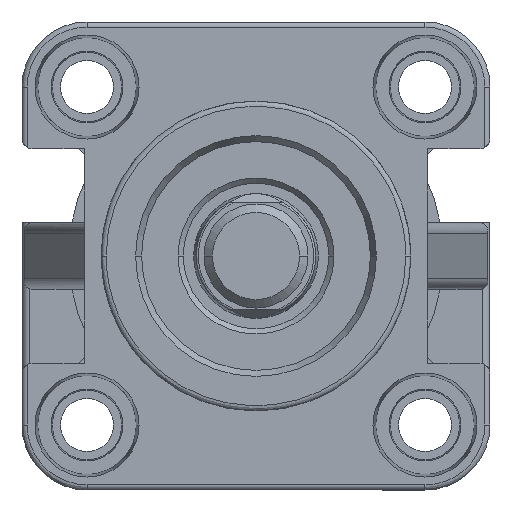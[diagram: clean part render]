
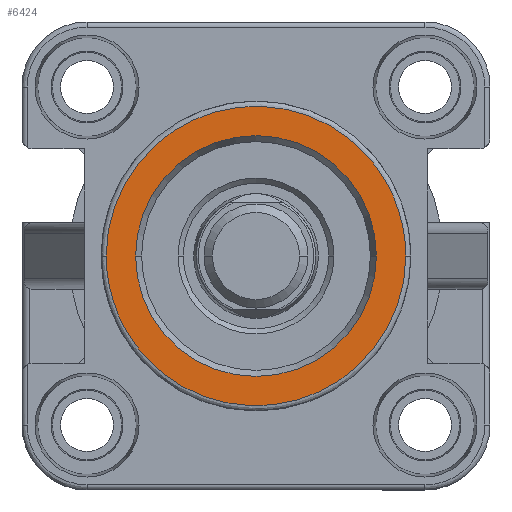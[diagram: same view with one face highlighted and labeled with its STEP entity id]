
A CAD part, left-side view. The second image highlights one B-rep face of the part: STEP entity #6424.
In plain terms, the highlighted planar face has unit normal (-1, 0, 0).
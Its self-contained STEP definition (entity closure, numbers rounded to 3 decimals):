
#330 = EDGE_CURVE ( 'NONE', #15478, #6929, #4620, .T. ) ;
#659 = EDGE_CURVE ( 'NONE', #1161, #17376, #6925, .T. ) ;
#753 = CIRCLE ( 'NONE', #13391, 11.577 ) ;
#1105 = ORIENTED_EDGE ( 'NONE', *, *, #659, .F. ) ;
#1161 = VERTEX_POINT ( 'NONE', #8736 ) ;
#1408 = CARTESIAN_POINT ( 'NONE',  ( 0., 0., -14.4 ) ) ;
#1717 = EDGE_LOOP ( 'NONE', ( #15427, #3855 ) ) ;
#2345 = CARTESIAN_POINT ( 'NONE',  ( 0., 11., 0. ) ) ;
#3240 = ORIENTED_EDGE ( 'NONE', *, *, #14240, .F. ) ;
#3398 = DIRECTION ( 'NONE',  ( 0., 0., 1. ) ) ;
#3695 = DIRECTION ( 'NONE',  ( 0., 0., -1. ) ) ;
#3855 = ORIENTED_EDGE ( 'NONE', *, *, #330, .F. ) ;
#4387 = FACE_BOUND ( 'NONE', #1717, .T. ) ;
#4451 = FACE_OUTER_BOUND ( 'NONE', #15768, .T. ) ;
#4620 = CIRCLE ( 'NONE', #5089, 11.577 ) ;
#5089 = AXIS2_PLACEMENT_3D ( 'NONE', #14262, #15622, #3398 ) ;
#6135 = CARTESIAN_POINT ( 'NONE',  ( 0., 0., -14.4 ) ) ;
#6424 = ADVANCED_FACE ( 'NONE', ( #4387, #4451 ), #15999, .F. ) ;
#6713 = CARTESIAN_POINT ( 'NONE',  ( 0., 28.8, -14.4 ) ) ;
#6752 = CARTESIAN_POINT ( 'NONE',  ( 0., 0., 0. ) ) ;
#6925 =( BOUNDED_CURVE ( )  B_SPLINE_CURVE ( 3, ( #15740, #11568, #15686, #6135 ),
 .UNSPECIFIED., .F., .F. ) 
 B_SPLINE_CURVE_WITH_KNOTS ( ( 4, 4 ),
 ( 0., 1. ),
 .UNSPECIFIED. ) 
 CURVE ( )  GEOMETRIC_REPRESENTATION_ITEM ( )  RATIONAL_B_SPLINE_CURVE ( ( 1., 0.333, 0.333, 1. ) ) 
 REPRESENTATION_ITEM ( '' )  );
#6929 = VERTEX_POINT ( 'NONE', #12556 ) ;
#8736 = CARTESIAN_POINT ( 'NONE',  ( 0., 0., 14.4 ) ) ;
#8940 = EDGE_CURVE ( 'NONE', #6929, #15478, #753, .T. ) ;
#9092 = DIRECTION ( 'NONE',  ( 1., 0., 0. ) ) ;
#11034 = CARTESIAN_POINT ( 'NONE',  ( 0., 0., -11.577 ) ) ;
#11568 = CARTESIAN_POINT ( 'NONE',  ( 0., -28.8, 14.4 ) ) ;
#11807 = AXIS2_PLACEMENT_3D ( 'NONE', #2345, #9092, #3695 ) ;
#12556 = CARTESIAN_POINT ( 'NONE',  ( 0., 0., 11.577 ) ) ;
#13391 = AXIS2_PLACEMENT_3D ( 'NONE', #6752, #14757, #14944 ) ;
#14240 = EDGE_CURVE ( 'NONE', #17376, #1161, #16332, .T. ) ;
#14262 = CARTESIAN_POINT ( 'NONE',  ( 0., 0., 0. ) ) ;
#14757 = DIRECTION ( 'NONE',  ( -1., 0., 0. ) ) ;
#14944 = DIRECTION ( 'NONE',  ( 0., 0., 1. ) ) ;
#15136 = CARTESIAN_POINT ( 'NONE',  ( 0., 0., 14.4 ) ) ;
#15427 = ORIENTED_EDGE ( 'NONE', *, *, #8940, .F. ) ;
#15478 = VERTEX_POINT ( 'NONE', #11034 ) ;
#15622 = DIRECTION ( 'NONE',  ( -1., 0., 0. ) ) ;
#15686 = CARTESIAN_POINT ( 'NONE',  ( 0., -28.8, -14.4 ) ) ;
#15740 = CARTESIAN_POINT ( 'NONE',  ( 0., 0., 14.4 ) ) ;
#15768 = EDGE_LOOP ( 'NONE', ( #3240, #1105 ) ) ;
#15999 = PLANE ( 'NONE',  #11807 ) ;
#16332 =( BOUNDED_CURVE ( )  B_SPLINE_CURVE ( 3, ( #1408, #6713, #17721, #15136 ),
 .UNSPECIFIED., .F., .F. ) 
 B_SPLINE_CURVE_WITH_KNOTS ( ( 4, 4 ),
 ( 0., 1. ),
 .UNSPECIFIED. ) 
 CURVE ( )  GEOMETRIC_REPRESENTATION_ITEM ( )  RATIONAL_B_SPLINE_CURVE ( ( 1., 0.333, 0.333, 1. ) ) 
 REPRESENTATION_ITEM ( '' )  );
#16562 = CARTESIAN_POINT ( 'NONE',  ( 0., 0., -14.4 ) ) ;
#17376 = VERTEX_POINT ( 'NONE', #16562 ) ;
#17721 = CARTESIAN_POINT ( 'NONE',  ( 0., 28.8, 14.4 ) ) ;
